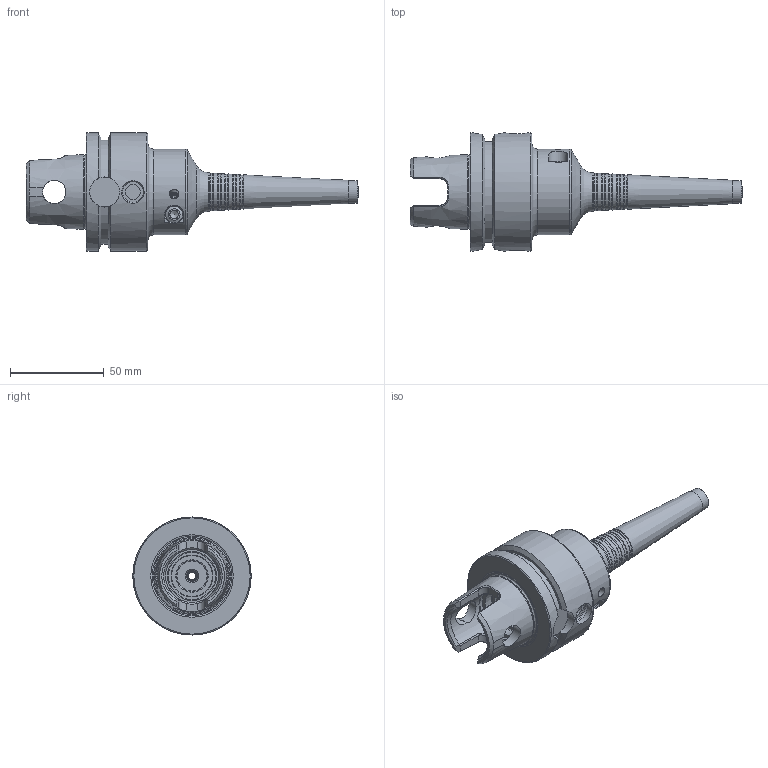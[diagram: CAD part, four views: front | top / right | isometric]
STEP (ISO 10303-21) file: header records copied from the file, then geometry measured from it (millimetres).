
FILE_DESCRIPTION((''),'2;1');
FILE_NAME('146021204145 UTS6350-PHC04SB-145-C-H-3D.stp','2023-02-06T17:02:09',('nttooll'),(''),'Autodesk Inventor 2012','Autodesk Inventor 2012','');
FILE_SCHEMA(('AUTOMOTIVE_DESIGN { 1 0 10303 214 1 1 1 1 }'));
Length unit declared in the file: millimetre
Products named in the file (1): 146021204145 UTS6350-PHC04SB-145-C-H-3D
Bounding box: 177 x 63 x 63 mm (x, y, z)
Volume: 162118.9 mm3; surface area: 30359.3 mm2
Topology: 1 solids, 1 shells, 195 faces, 466 edges, 285 vertices
Faces by surface type: cone 64, cylinder 54, plane 45, bspline 20, torus 12
Full cylindrical faces by diameter (mm): 2.309 x2, 4 x2, 4.1 x1, 4.5 x1, 4.619 x2, 5 x3, 5.2 x1, 5.5 x1, 6 x1, 8 x2, 9 x2, 11 x2, 12 x3, 12.5 x2, 16 x2, 16.4 x1, 26 x1, 28.2 x1, 30 x1, 39.4 x1, 45.8 x1, 63 x2
Entity records: 5849 total; most frequent: CARTESIAN_POINT 2115, DIRECTION 702, ORIENTED_EDGE 682, EDGE_CURVE 341, AXIS2_PLACEMENT_3D 327, EDGE_LOOP 312, VERTEX_POINT 259, FACE_OUTER_BOUND 195
